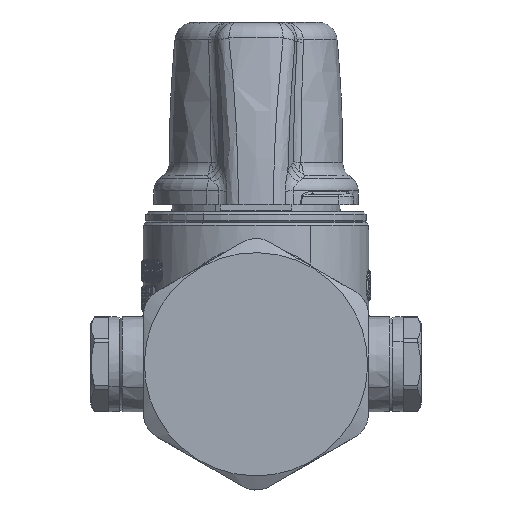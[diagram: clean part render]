
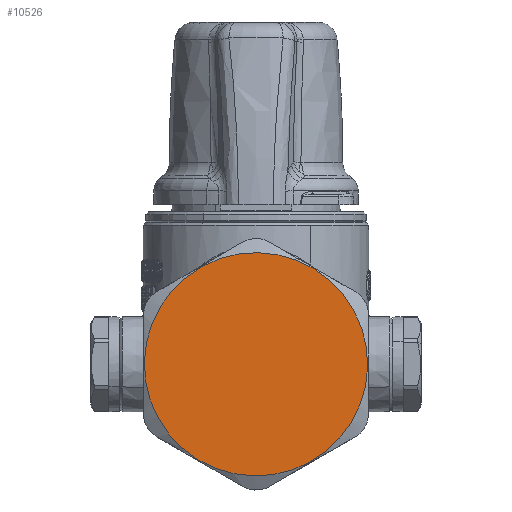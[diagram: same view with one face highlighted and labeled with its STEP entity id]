
A CAD part, front view. The second image highlights one B-rep face of the part: STEP entity #10526.
In plain terms, the highlighted planar face has unit normal (0, -1, 0).
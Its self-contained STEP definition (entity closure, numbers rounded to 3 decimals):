
#3730=CARTESIAN_POINT('Vertex',(10.188,-42.5,-18.649)) ;
#3735=CARTESIAN_POINT('Axis2P3D Location',(0.,-42.5,0.)) ;
#3739=CARTESIAN_POINT('Vertex',(-10.188,-42.5,18.649)) ;
#3829=CARTESIAN_POINT('Axis2P3D Location',(0.,-42.5,0.)) ;
#10517=CARTESIAN_POINT('Axis2P3D Location',(0.,-42.5,21.25)) ;
#3736=DIRECTION('Axis2P3D Direction',(0.,1.,-0.)) ;
#3830=DIRECTION('Axis2P3D Direction',(0.,1.,-0.)) ;
#10518=DIRECTION('Axis2P3D Direction',(0.,-1.,0.)) ;
#10519=DIRECTION('Axis2P3D XDirection',(1.,0.,0.)) ;
#3737=AXIS2_PLACEMENT_3D('Circle Axis2P3D',#3735,#3736,$) ;
#3831=AXIS2_PLACEMENT_3D('Circle Axis2P3D',#3829,#3830,$) ;
#10520=AXIS2_PLACEMENT_3D('Plane Axis2P3D',#10517,#10518,#10519) ;
#3738=CIRCLE('generated circle',#3737,21.25) ;
#3832=CIRCLE('generated circle',#3831,21.25) ;
#10521=PLANE('',#10520) ;
#3741=EDGE_CURVE('',#3740,#3731,#3738,.F.) ;
#3833=EDGE_CURVE('',#3731,#3740,#3832,.F.) ;
#10523=ORIENTED_EDGE('',*,*,#3741,.T.) ;
#10524=ORIENTED_EDGE('',*,*,#3833,.T.) ;
#10522=EDGE_LOOP('',(#10523,#10524)) ;
#3731=VERTEX_POINT('',#3730) ;
#3740=VERTEX_POINT('',#3739) ;
#10526=ADVANCED_FACE('PartBody',(#10525),#10521,.T.) ;
#10525=FACE_OUTER_BOUND('',#10522,.T.) ;
